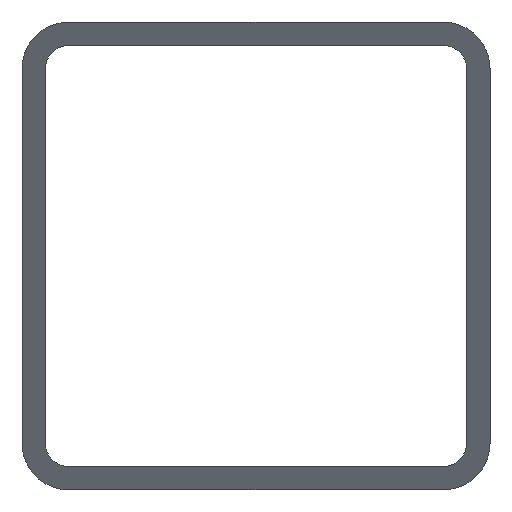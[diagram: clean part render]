
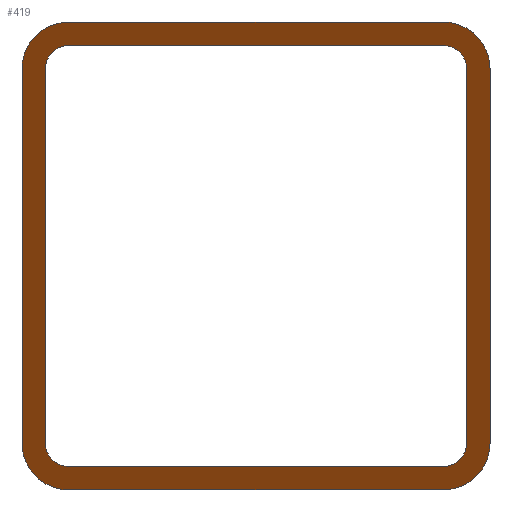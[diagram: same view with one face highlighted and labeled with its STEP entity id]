
A CAD part, front view. The second image highlights one B-rep face of the part: STEP entity #419.
In plain terms, the highlighted planar face has unit normal (-0.707, -0.707, 0).
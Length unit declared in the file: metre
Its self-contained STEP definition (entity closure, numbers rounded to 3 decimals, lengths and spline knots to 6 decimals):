
#33=PLANE('',#470);
#42=LINE('',#639,#74);
#46=LINE('',#653,#78);
#50=LINE('',#667,#82);
#53=LINE('',#673,#85);
#58=LINE('',#695,#90);
#59=LINE('',#699,#91);
#60=LINE('',#703,#92);
#61=LINE('',#707,#93);
#74=VECTOR('',#513,1.);
#78=VECTOR('',#527,1.);
#82=VECTOR('',#541,1.);
#85=VECTOR('',#548,1.);
#90=VECTOR('',#567,1.);
#91=VECTOR('',#570,1.);
#92=VECTOR('',#573,1.);
#93=VECTOR('',#576,1.);
#154=ORIENTED_EDGE('',*,*,#250,.F.);
#155=ORIENTED_EDGE('',*,*,#251,.F.);
#156=ORIENTED_EDGE('',*,*,#252,.F.);
#157=ORIENTED_EDGE('',*,*,#253,.T.);
#158=ORIENTED_EDGE('',*,*,#254,.F.);
#159=ORIENTED_EDGE('',*,*,#255,.T.);
#160=ORIENTED_EDGE('',*,*,#256,.F.);
#161=ORIENTED_EDGE('',*,*,#257,.F.);
#162=ORIENTED_EDGE('',*,*,#233,.T.);
#163=ORIENTED_EDGE('',*,*,#230,.T.);
#164=ORIENTED_EDGE('',*,*,#225,.T.);
#165=ORIENTED_EDGE('',*,*,#241,.T.);
#166=ORIENTED_EDGE('',*,*,#214,.T.);
#167=ORIENTED_EDGE('',*,*,#223,.F.);
#168=ORIENTED_EDGE('',*,*,#218,.T.);
#169=ORIENTED_EDGE('',*,*,#237,.F.);
#214=EDGE_CURVE('',#270,#271,#310,.T.);
#218=EDGE_CURVE('',#274,#275,#312,.T.);
#223=EDGE_CURVE('',#274,#271,#42,.T.);
#225=EDGE_CURVE('',#279,#280,#314,.T.);
#230=EDGE_CURVE('',#284,#279,#46,.T.);
#233=EDGE_CURVE('',#286,#284,#316,.T.);
#237=EDGE_CURVE('',#286,#275,#50,.T.);
#241=EDGE_CURVE('',#280,#270,#53,.T.);
#250=EDGE_CURVE('',#298,#299,#322,.T.);
#251=EDGE_CURVE('',#300,#298,#58,.T.);
#252=EDGE_CURVE('',#301,#300,#323,.T.);
#253=EDGE_CURVE('',#301,#302,#59,.T.);
#254=EDGE_CURVE('',#303,#302,#324,.T.);
#255=EDGE_CURVE('',#303,#304,#60,.T.);
#256=EDGE_CURVE('',#305,#304,#325,.T.);
#257=EDGE_CURVE('',#299,#305,#61,.T.);
#270=VERTEX_POINT('',#620);
#271=VERTEX_POINT('',#621);
#274=VERTEX_POINT('',#629);
#275=VERTEX_POINT('',#630);
#279=VERTEX_POINT('',#643);
#280=VERTEX_POINT('',#644);
#284=VERTEX_POINT('',#654);
#286=VERTEX_POINT('',#660);
#298=VERTEX_POINT('',#693);
#299=VERTEX_POINT('',#694);
#300=VERTEX_POINT('',#696);
#301=VERTEX_POINT('',#698);
#302=VERTEX_POINT('',#700);
#303=VERTEX_POINT('',#702);
#304=VERTEX_POINT('',#704);
#305=VERTEX_POINT('',#706);
#310=ELLIPSE('',#446,0.005657,0.004);
#312=ELLIPSE('',#449,0.005657,0.004);
#314=ELLIPSE('',#454,0.005657,0.004);
#316=ELLIPSE('',#459,0.005657,0.004);
#322=ELLIPSE('',#471,0.002828,0.002);
#323=ELLIPSE('',#472,0.002828,0.002);
#324=ELLIPSE('',#473,0.002828,0.002);
#325=ELLIPSE('',#474,0.002828,0.002);
#340=EDGE_LOOP('',(#154,#155,#156,#157,#158,#159,#160,#161));
#341=EDGE_LOOP('',(#162,#163,#164,#165,#166,#167,#168,#169));
#376=FACE_BOUND('',#340,.T.);
#377=FACE_BOUND('',#341,.T.);
#419=ADVANCED_FACE('',(#376,#377),#33,.T.);
#446=AXIS2_PLACEMENT_3D('',#619,#495,#496);
#449=AXIS2_PLACEMENT_3D('',#628,#503,#504);
#454=AXIS2_PLACEMENT_3D('',#642,#517,#518);
#459=AXIS2_PLACEMENT_3D('',#659,#532,#533);
#470=AXIS2_PLACEMENT_3D('',#691,#563,#564);
#471=AXIS2_PLACEMENT_3D('',#692,#565,#566);
#472=AXIS2_PLACEMENT_3D('',#697,#568,#569);
#473=AXIS2_PLACEMENT_3D('',#701,#571,#572);
#474=AXIS2_PLACEMENT_3D('',#705,#574,#575);
#495=DIRECTION('',(-0.707,-0.707,0.));
#496=DIRECTION('',(-0.707,0.707,0.));
#503=DIRECTION('',(-0.707,-0.707,0.));
#504=DIRECTION('',(-0.707,0.707,0.));
#513=DIRECTION('',(0.707,-0.707,0.));
#517=DIRECTION('',(-0.707,-0.707,0.));
#518=DIRECTION('',(-0.707,0.707,0.));
#527=DIRECTION('',(0.707,-0.707,0.));
#532=DIRECTION('',(-0.707,-0.707,0.));
#533=DIRECTION('',(-0.707,0.707,0.));
#541=DIRECTION('',(0.,0.,1.));
#548=DIRECTION('',(0.,0.,1.));
#563=DIRECTION('',(-0.707,-0.707,0.));
#564=DIRECTION('',(0.707,-0.707,0.));
#565=DIRECTION('',(-0.707,-0.707,0.));
#566=DIRECTION('',(-0.707,0.707,0.));
#567=DIRECTION('',(0.707,-0.707,0.));
#568=DIRECTION('',(-0.707,-0.707,0.));
#569=DIRECTION('',(-0.707,0.707,0.));
#570=DIRECTION('',(0.,0.,1.));
#571=DIRECTION('',(-0.707,-0.707,0.));
#572=DIRECTION('',(-0.707,0.707,0.));
#573=DIRECTION('',(0.707,-0.707,0.));
#574=DIRECTION('',(-0.707,-0.707,0.));
#575=DIRECTION('',(-0.707,0.707,0.));
#576=DIRECTION('',(0.,0.,1.));
#619=CARTESIAN_POINT('',(0.036,-0.796,0.036));
#620=CARTESIAN_POINT('',(0.04,-0.8,0.036));
#621=CARTESIAN_POINT('',(0.036,-0.796,0.04));
#628=CARTESIAN_POINT('',(0.004,-0.764,0.036));
#629=CARTESIAN_POINT('',(0.004,-0.764,0.04));
#630=CARTESIAN_POINT('',(0.,-0.76,0.036));
#639=CARTESIAN_POINT('',(0.02,-0.78,0.04));
#642=CARTESIAN_POINT('',(0.036,-0.796,0.004));
#643=CARTESIAN_POINT('',(0.036,-0.796,0.));
#644=CARTESIAN_POINT('',(0.04,-0.8,0.004));
#653=CARTESIAN_POINT('',(0.03,-0.79,0.));
#654=CARTESIAN_POINT('',(0.004,-0.764,0.));
#659=CARTESIAN_POINT('',(0.004,-0.764,0.004));
#660=CARTESIAN_POINT('',(0.,-0.76,0.004));
#667=CARTESIAN_POINT('',(0.,-0.76,-0.762008));
#673=CARTESIAN_POINT('',(0.04,-0.8,0.02));
#691=CARTESIAN_POINT('',(0.02,-0.78,-0.762008));
#692=CARTESIAN_POINT('',(0.036,-0.796,0.004));
#693=CARTESIAN_POINT('',(0.036,-0.796,0.002));
#694=CARTESIAN_POINT('',(0.038,-0.798,0.004));
#695=CARTESIAN_POINT('',(0.03,-0.79,0.002));
#696=CARTESIAN_POINT('',(0.004,-0.764,0.002));
#697=CARTESIAN_POINT('',(0.004,-0.764,0.004));
#698=CARTESIAN_POINT('',(0.002,-0.762,0.004));
#699=CARTESIAN_POINT('',(0.002,-0.762,0.02));
#700=CARTESIAN_POINT('',(0.002,-0.762,0.036));
#701=CARTESIAN_POINT('',(0.004,-0.764,0.036));
#702=CARTESIAN_POINT('',(0.004,-0.764,0.038));
#703=CARTESIAN_POINT('',(0.03,-0.79,0.038));
#704=CARTESIAN_POINT('',(0.036,-0.796,0.038));
#705=CARTESIAN_POINT('',(0.036,-0.796,0.036));
#706=CARTESIAN_POINT('',(0.038,-0.798,0.036));
#707=CARTESIAN_POINT('',(0.038,-0.798,0.02));
